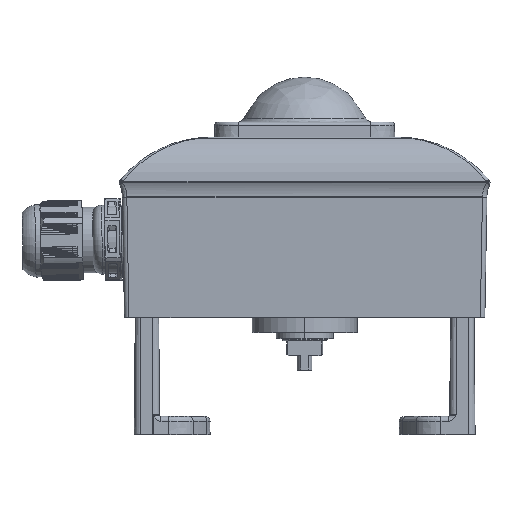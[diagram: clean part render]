
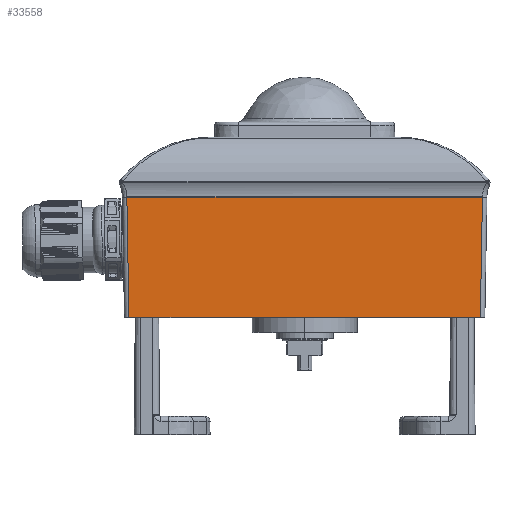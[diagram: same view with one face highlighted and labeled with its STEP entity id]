
A CAD part, top view. The second image highlights one B-rep face of the part: STEP entity #33558.
In plain terms, the highlighted planar face has unit normal (0, -0.018, 1).
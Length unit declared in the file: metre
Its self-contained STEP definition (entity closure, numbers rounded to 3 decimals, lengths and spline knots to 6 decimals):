
#302 = PLANE ( 'NONE',  #4594 ) ;
#2912 = EDGE_CURVE ( 'NONE', #37955, #27087, #35895, .T. ) ;
#4594 = AXIS2_PLACEMENT_3D ( 'NONE', #10053, #15250, #6397 ) ;
#4843 = VERTEX_POINT ( 'NONE', #10177 ) ;
#5594 = CARTESIAN_POINT ( 'NONE',  ( -0.239199, 0.115, 0.038198 ) ) ;
#6276 = VECTOR ( 'NONE', #7554, 1. ) ;
#6397 = DIRECTION ( 'NONE',  ( 0., -1., -0.017 ) ) ;
#7060 = EDGE_CURVE ( 'NONE', #4843, #24085, #21879, .T. ) ;
#7554 = DIRECTION ( 'NONE',  ( -1., 0., 0. ) ) ;
#9928 = VECTOR ( 'NONE', #25037, 1. ) ;
#10053 = CARTESIAN_POINT ( 'NONE',  ( -0.277, 0.115, 0.038198 ) ) ;
#10177 = CARTESIAN_POINT ( 'NONE',  ( -0.238501, 0.075, 0.0375 ) ) ;
#10234 = EDGE_CURVE ( 'NONE', #27087, #24085, #15299, .T. ) ;
#13481 = DIRECTION ( 'NONE',  ( 0.017, 1., 0.017 ) ) ;
#14681 = EDGE_CURVE ( 'NONE', #37955, #4843, #16588, .T. ) ;
#14855 = ORIENTED_EDGE ( 'NONE', *, *, #2912, .T. ) ;
#15250 = DIRECTION ( 'NONE',  ( 0., -0.017, 1. ) ) ;
#15299 = LINE ( 'NONE', #21590, #27108 ) ;
#16588 = LINE ( 'NONE', #34852, #6276 ) ;
#17462 = CARTESIAN_POINT ( 'NONE',  ( -0.120802, 0.115, 0.038198 ) ) ;
#17593 = EDGE_LOOP ( 'NONE', ( #14855, #23945, #37483, #24571 ) ) ;
#17855 = VECTOR ( 'NONE', #13481, 1. ) ;
#21302 = CARTESIAN_POINT ( 'NONE',  ( -0.239174, 0.113575, 0.038173 ) ) ;
#21590 = CARTESIAN_POINT ( 'NONE',  ( -0.277, 0.115, 0.038198 ) ) ;
#21879 = LINE ( 'NONE', #21302, #9928 ) ;
#23945 = ORIENTED_EDGE ( 'NONE', *, *, #10234, .T. ) ;
#24085 = VERTEX_POINT ( 'NONE', #5594 ) ;
#24364 = DIRECTION ( 'NONE',  ( -1., 0., 0. ) ) ;
#24571 = ORIENTED_EDGE ( 'NONE', *, *, #14681, .F. ) ;
#25037 = DIRECTION ( 'NONE',  ( -0.017, 1., 0.017 ) ) ;
#27087 = VERTEX_POINT ( 'NONE', #17462 ) ;
#27108 = VECTOR ( 'NONE', #24364, 1. ) ;
#33339 = FACE_OUTER_BOUND ( 'NONE', #17593, .T. ) ;
#33558 = ADVANCED_FACE ( 'NONE', ( #33339 ), #302, .T. ) ;
#34852 = CARTESIAN_POINT ( 'NONE',  ( -0.24, 0.075, 0.0375 ) ) ;
#35895 = LINE ( 'NONE', #37224, #17855 ) ;
#37224 = CARTESIAN_POINT ( 'NONE',  ( -0.1215, 0.075, 0.0375 ) ) ;
#37483 = ORIENTED_EDGE ( 'NONE', *, *, #7060, .F. ) ;
#37827 = CARTESIAN_POINT ( 'NONE',  ( -0.1215, 0.075, 0.0375 ) ) ;
#37955 = VERTEX_POINT ( 'NONE', #37827 ) ;
